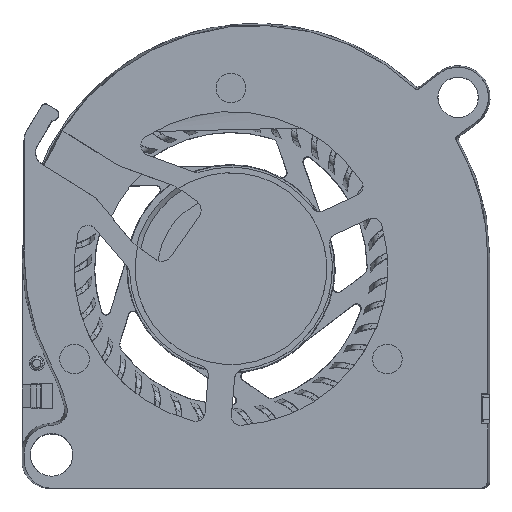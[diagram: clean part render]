
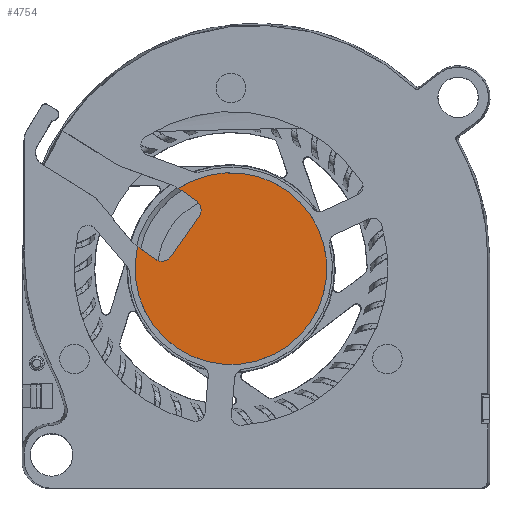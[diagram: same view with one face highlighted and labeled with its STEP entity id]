
A CAD part, top view. The second image highlights one B-rep face of the part: STEP entity #4754.
In plain terms, the highlighted planar face has unit normal (0, 0, 1).
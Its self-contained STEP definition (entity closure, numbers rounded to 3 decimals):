
#1696=CARTESIAN_POINT('',(-10.032,2.322,13.65));
#1697=CARTESIAN_POINT('',(-10.047,2.333,13.65));
#1698=CARTESIAN_POINT('',(-10.063,2.344,13.65));
#1699=CARTESIAN_POINT('',(-10.078,2.356,13.65));
#1701=DIRECTION('',(0.819,-0.574,0.));
#1702=VECTOR('',#1701,2.301);
#1703=CARTESIAN_POINT('',(-10.032,2.322,13.65));
#1704=LINE('',#1703,#1702);
#1705=DIRECTION('',(0.574,0.819,0.));
#1706=VECTOR('',#1705,5.304);
#1707=CARTESIAN_POINT('',(-6.476,1.297,13.65));
#1708=LINE('',#1707,#1706);
#1709=DIRECTION('',(-0.819,0.574,0.));
#1710=VECTOR('',#1709,2.301);
#1711=CARTESIAN_POINT('',(-3.728,7.312,13.65));
#1712=LINE('',#1711,#1710);
#1713=CARTESIAN_POINT('',(-5.66,8.665,13.65));
#1714=CARTESIAN_POINT('',(-5.645,8.654,13.65));
#1715=CARTESIAN_POINT('',(-5.629,8.643,13.65));
#1716=CARTESIAN_POINT('',(-5.613,8.632,13.65));
#1874=CARTESIAN_POINT('',(-3.728,7.312,13.65));
#1875=CARTESIAN_POINT('',(-3.564,7.198,13.65));
#1876=CARTESIAN_POINT('',(-3.357,6.947,13.65));
#1877=CARTESIAN_POINT('',(-3.21,6.542,13.65));
#1878=CARTESIAN_POINT('',(-3.21,6.112,13.65));
#1879=CARTESIAN_POINT('',(-3.319,5.805,13.65));
#1880=CARTESIAN_POINT('',(-3.433,5.641,13.65));
#1890=CARTESIAN_POINT('',(-6.476,1.297,13.65));
#1891=CARTESIAN_POINT('',(-6.59,1.133,13.65));
#1892=CARTESIAN_POINT('',(-6.841,0.926,13.65));
#1893=CARTESIAN_POINT('',(-7.246,0.779,13.65));
#1894=CARTESIAN_POINT('',(-7.676,0.779,13.65));
#1895=CARTESIAN_POINT('',(-7.983,0.887,13.65));
#1896=CARTESIAN_POINT('',(-8.147,1.002,13.65));
#1912=CARTESIAN_POINT('',(0.,0.,13.65));
#1913=DIRECTION('',(0.,0.,1.));
#1914=DIRECTION('',(-0.974,0.228,0.));
#1915=AXIS2_PLACEMENT_3D('',#1912,#1913,#1914);
#1921=CARTESIAN_POINT('',(-5.66,8.665,13.65));
#2424=CARTESIAN_POINT('',(-8.147,1.002,13.65));
#2426=VERTEX_POINT('',#2424);
#2428=CARTESIAN_POINT('',(-6.476,1.297,13.65));
#2430=VERTEX_POINT('',#2428);
#2436=CARTESIAN_POINT('',(-3.433,5.641,13.65));
#2438=VERTEX_POINT('',#2436);
#2440=CARTESIAN_POINT('',(-3.728,7.312,13.65));
#2442=VERTEX_POINT('',#2440);
#2452=CARTESIAN_POINT('',(-10.032,2.322,13.65));
#2454=VERTEX_POINT('',#2452);
#2456=VERTEX_POINT('',#1699);
#2462=CARTESIAN_POINT('',(-5.613,8.632,13.65));
#2464=VERTEX_POINT('',#2462);
#2471=VERTEX_POINT('',#1921);
#4733=CARTESIAN_POINT('',(0.,0.,13.65));
#4734=DIRECTION('',(0.,0.,1.));
#4735=DIRECTION('',(1.,0.,0.));
#4736=AXIS2_PLACEMENT_3D('',#4733,#4734,#4735);
#4737=PLANE('',#4736);
#4739=ORIENTED_EDGE('',*,*,#4738,.F.);
#4741=ORIENTED_EDGE('',*,*,#4740,.T.);
#4743=ORIENTED_EDGE('',*,*,#4742,.F.);
#4745=ORIENTED_EDGE('',*,*,#4744,.T.);
#4747=ORIENTED_EDGE('',*,*,#4746,.F.);
#4748=ORIENTED_EDGE('',*,*,#4724,.T.);
#4749=ORIENTED_EDGE('',*,*,#4713,.F.);
#4751=ORIENTED_EDGE('',*,*,#4750,.F.);
#4752=EDGE_LOOP('',(#4739,#4741,#4743,#4745,#4747,#4748,#4749,#4751));
#4753=FACE_OUTER_BOUND('',#4752,.F.);
#4754=ADVANCED_FACE('',(#4753),#4737,.T.);
#1700=B_SPLINE_CURVE_WITH_KNOTS('',3,(#1696,#1697,#1698,#1699),.UNSPECIFIED.,
.F.,.F.,(4,4),(0.,1.),.UNSPECIFIED.);
#1717=B_SPLINE_CURVE_WITH_KNOTS('',3,(#1713,#1714,#1715,#1716),.UNSPECIFIED.,
.F.,.F.,(4,4),(0.,1.),.UNSPECIFIED.);
#1881=B_SPLINE_CURVE_WITH_KNOTS('',3,(#1874,#1875,#1876,#1877,#1878,#1879,
#1880),.UNSPECIFIED.,.F.,.F.,(4,1,1,1,4),(0.,0.25,0.5,0.75,1.),
.UNSPECIFIED.);
#1897=B_SPLINE_CURVE_WITH_KNOTS('',3,(#1890,#1891,#1892,#1893,#1894,#1895,
#1896),.UNSPECIFIED.,.F.,.F.,(4,1,1,1,4),(0.,0.25,0.5,0.75,1.),
.UNSPECIFIED.);
#1916=CIRCLE('',#1915,10.35);
#4713=EDGE_CURVE('',#2471,#2464,#1717,.T.);
#4724=EDGE_CURVE('',#2442,#2464,#1712,.T.);
#4738=EDGE_CURVE('',#2454,#2456,#1700,.T.);
#4740=EDGE_CURVE('',#2454,#2426,#1704,.T.);
#4742=EDGE_CURVE('',#2430,#2426,#1897,.T.);
#4744=EDGE_CURVE('',#2430,#2438,#1708,.T.);
#4746=EDGE_CURVE('',#2442,#2438,#1881,.T.);
#4750=EDGE_CURVE('',#2456,#2471,#1916,.T.);
